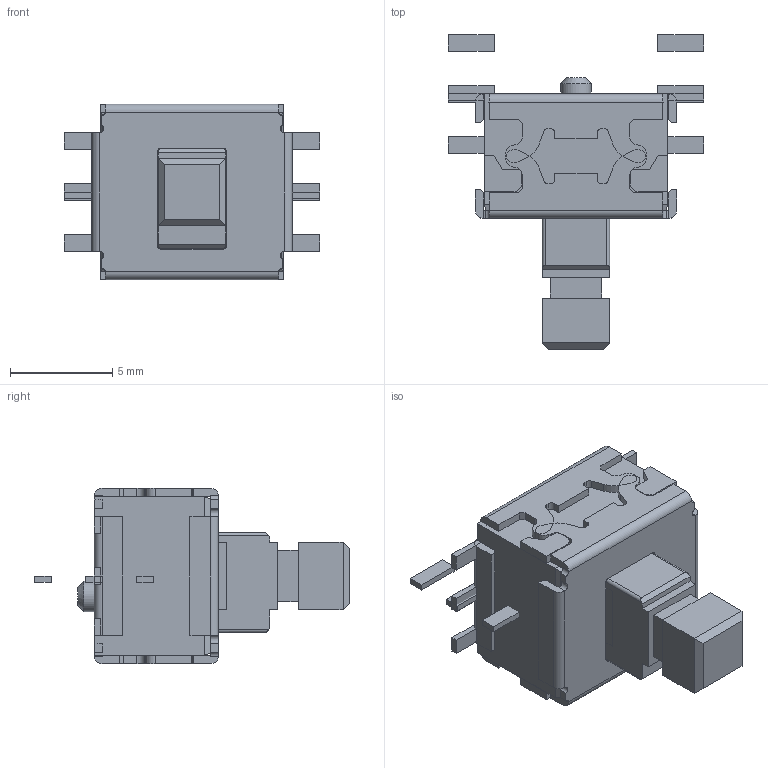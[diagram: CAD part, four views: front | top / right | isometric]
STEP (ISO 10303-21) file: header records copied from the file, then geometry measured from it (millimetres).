
FILE_DESCRIPTION( ( 'Unknown' ), '1' );
FILE_NAME( 'esb33535-std-r00.stp', 'Unknown', ( 'Unknown' ), ( 'Unknown' ), 'PSStep 10.0', 'Unknown', ' ' );
FILE_SCHEMA( ( 'AUTOMOTIVE_DESIGN { 1 0 10303 214 1 1 1 1 }' ) );
Length unit declared in the file: millimetre
Products named in the file (10): Assem1; sw-131-b33vcs1b-sk-r09; sw-131-b33rd4a-sk-r08; sw-131-b33cv2b-sk-r04; sw-131-b33ts1-r-sk-r09
Bounding box: 12.5 x 15.4 x 8.6 mm (x, y, z)
Volume: 1059.8 mm3; surface area: 1489.4 mm2
Topology: 18 solids, 18 shells, 478 faces, 1252 edges, 824 vertices
Faces by surface type: plane 378, cylinder 98, cone 2
Full cylindrical faces by diameter (mm): 1.5 x2
Entity records: 9343 total; most frequent: CARTESIAN_POINT 1295, ORIENTED_EDGE 1246, DIRECTION 1216, EDGE_CURVE 623, LINE 520, VECTOR 520, VERTEX_POINT 411, AXIS2_PLACEMENT_3D 348
